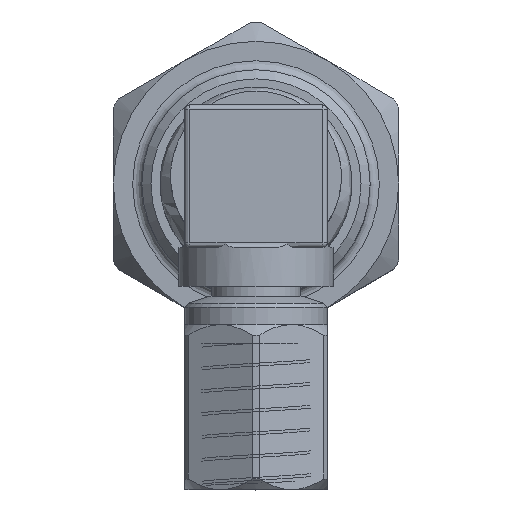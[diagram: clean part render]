
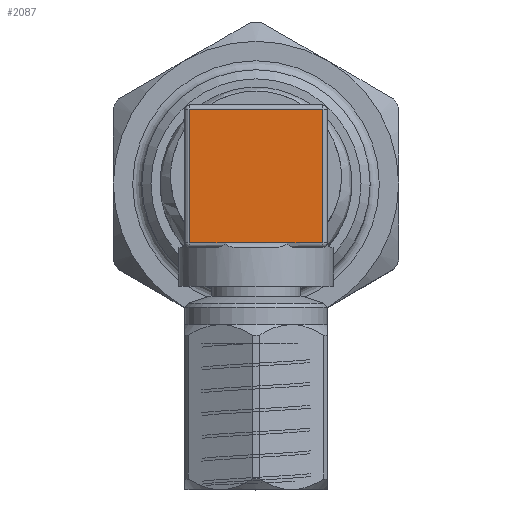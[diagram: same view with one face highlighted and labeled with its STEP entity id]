
A CAD part, top view. The second image highlights one B-rep face of the part: STEP entity #2087.
In plain terms, the highlighted face is planar.
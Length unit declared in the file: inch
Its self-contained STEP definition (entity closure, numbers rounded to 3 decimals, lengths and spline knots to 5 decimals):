
#57 = PLANE ( 'NONE',  #320 ) ;
#188 = DIRECTION ( 'NONE',  ( 0., 1., 0. ) ) ;
#320 = AXIS2_PLACEMENT_3D ( 'NONE', #1122, #1567, #1587 ) ;
#334 = LINE ( 'NONE', #1621, #1111 ) ;
#433 = VECTOR ( 'NONE', #1894, 39.37008 ) ;
#976 = EDGE_CURVE ( 'NONE', #1869, #5336, #5318, .T. ) ;
#1111 = VECTOR ( 'NONE', #4091, 39.37008 ) ;
#1122 = CARTESIAN_POINT ( 'NONE',  ( 0.42065, 0.078, -0.078 ) ) ;
#1354 = ORIENTED_EDGE ( 'NONE', *, *, #5274, .T. ) ;
#1389 = VERTEX_POINT ( 'NONE', #4163 ) ;
#1444 = EDGE_CURVE ( 'NONE', #4431, #3867, #3311, .T. ) ;
#1567 = DIRECTION ( 'NONE',  ( 0., 0., 1. ) ) ;
#1587 = DIRECTION ( 'NONE',  ( 0., -1., 0. ) ) ;
#1621 = CARTESIAN_POINT ( 'NONE',  ( 0.26965, 0.078, -0.078 ) ) ;
#1672 = CARTESIAN_POINT ( 'NONE',  ( 0.41565, -0.073, -0.078 ) ) ;
#1808 = DIRECTION ( 'NONE',  ( 1., 0., 0. ) ) ;
#1869 = VERTEX_POINT ( 'NONE', #1672 ) ;
#1894 = DIRECTION ( 'NONE',  ( -1., 0., 0. ) ) ;
#2087 = ADVANCED_FACE ( 'NONE', ( #5463 ), #57, .F. ) ;
#2140 = VECTOR ( 'NONE', #1808, 39.37008 ) ;
#2316 = ORIENTED_EDGE ( 'NONE', *, *, #1444, .T. ) ;
#2348 = CARTESIAN_POINT ( 'NONE',  ( 0.41565, 0.073, -0.078 ) ) ;
#2357 = CARTESIAN_POINT ( 'NONE',  ( 0.41565, -0.078, -0.078 ) ) ;
#2374 = CARTESIAN_POINT ( 'NONE',  ( 0.26965, 0.0337, -0.078 ) ) ;
#2399 = DIRECTION ( 'NONE',  ( 0., -1., 0. ) ) ;
#2441 = VECTOR ( 'NONE', #4776, 39.37008 ) ;
#2477 = EDGE_CURVE ( 'NONE', #5336, #1389, #3667, .T. ) ;
#2593 = ORIENTED_EDGE ( 'NONE', *, *, #976, .T. ) ;
#2600 = LINE ( 'NONE', #2374, #2441 ) ;
#3198 = CARTESIAN_POINT ( 'NONE',  ( 0.42065, 0.073, -0.078 ) ) ;
#3220 = ORIENTED_EDGE ( 'NONE', *, *, #4121, .T. ) ;
#3311 = LINE ( 'NONE', #3198, #2140 ) ;
#3513 = VECTOR ( 'NONE', #2399, 39.37008 ) ;
#3667 = LINE ( 'NONE', #3668, #6331 ) ;
#3668 = CARTESIAN_POINT ( 'NONE',  ( 0.26965, 0.078, -0.078 ) ) ;
#3688 = VERTEX_POINT ( 'NONE', #4746 ) ;
#3845 = CARTESIAN_POINT ( 'NONE',  ( 0.26965, 0.073, -0.078 ) ) ;
#3867 = VERTEX_POINT ( 'NONE', #2348 ) ;
#4091 = DIRECTION ( 'NONE',  ( 0., 1., 0. ) ) ;
#4121 = EDGE_CURVE ( 'NONE', #3867, #1869, #5373, .T. ) ;
#4163 = CARTESIAN_POINT ( 'NONE',  ( 0.26965, -0.0337, -0.078 ) ) ;
#4431 = VERTEX_POINT ( 'NONE', #3845 ) ;
#4487 = ORIENTED_EDGE ( 'NONE', *, *, #2477, .T. ) ;
#4746 = CARTESIAN_POINT ( 'NONE',  ( 0.26965, 0.0337, -0.078 ) ) ;
#4776 = DIRECTION ( 'NONE',  ( 0., 1., 0. ) ) ;
#4900 = CARTESIAN_POINT ( 'NONE',  ( 0.26965, -0.073, -0.078 ) ) ;
#4959 = EDGE_LOOP ( 'NONE', ( #4487, #1354, #6185, #2316, #3220, #2593 ) ) ;
#5074 = EDGE_CURVE ( 'NONE', #3688, #4431, #334, .T. ) ;
#5274 = EDGE_CURVE ( 'NONE', #1389, #3688, #2600, .T. ) ;
#5318 = LINE ( 'NONE', #5426, #433 ) ;
#5336 = VERTEX_POINT ( 'NONE', #4900 ) ;
#5373 = LINE ( 'NONE', #2357, #3513 ) ;
#5426 = CARTESIAN_POINT ( 'NONE',  ( 0.42065, -0.073, -0.078 ) ) ;
#5463 = FACE_OUTER_BOUND ( 'NONE', #4959, .T. ) ;
#6185 = ORIENTED_EDGE ( 'NONE', *, *, #5074, .T. ) ;
#6331 = VECTOR ( 'NONE', #188, 39.37008 ) ;
